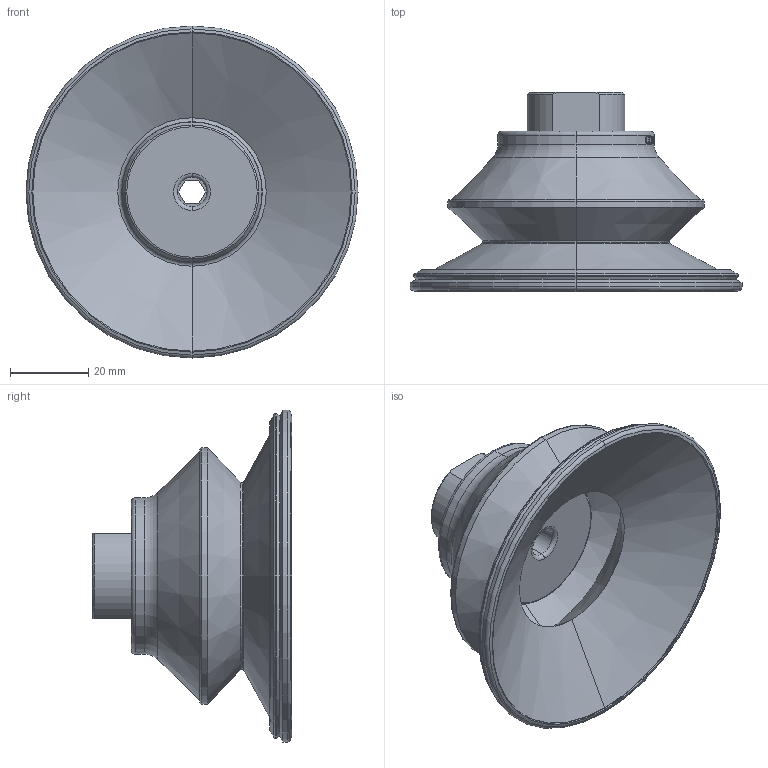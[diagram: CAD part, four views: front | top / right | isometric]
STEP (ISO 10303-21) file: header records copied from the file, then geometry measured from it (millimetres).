
FILE_DESCRIPTION(('STEP AP214'),'1');
FILE_NAME('COVAL_CBC85F38GA.stp','2017-12-27T16:15:12',('TraceParts'),('TraceParts S.A.'),'Spatial InterOp 3D',' ',' ');
FILE_SCHEMA(('automotive_design'));
Length unit declared in the file: millimetre
Products named in the file (1): COVAL_CBC85F38GA
Bounding box: 85 x 51 x 85 mm (x, y, z)
Volume: 52026.8 mm3; surface area: 25967.4 mm2
Topology: 1 solids, 1 shells, 139 faces, 315 edges, 190 vertices
Faces by surface type: plane 29, bspline 29, torus 28, cone 28, cylinder 25
Entity records: 8651 total; most frequent: CARTESIAN_POINT 4584, ORIENTED_EDGE 630, DIRECTION 574, EDGE_CURVE 315, AXIS2_PLACEMENT_3D 247, VERTEX_POINT 190, EDGE_LOOP 153, STYLED_ITEM 139
